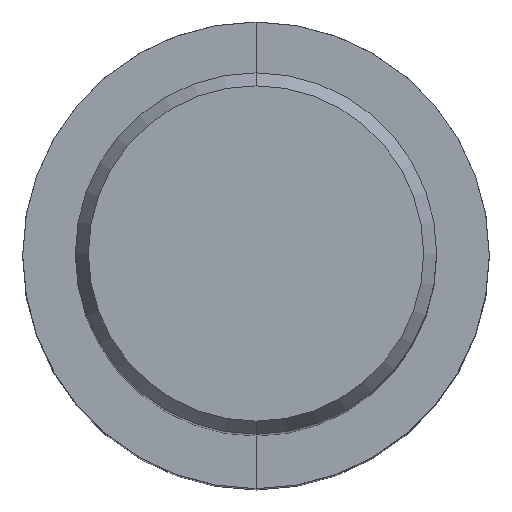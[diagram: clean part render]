
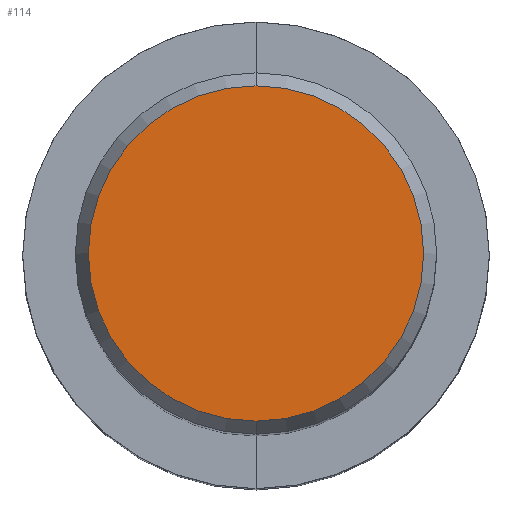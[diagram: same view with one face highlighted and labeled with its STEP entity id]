
A CAD part, top view. The second image highlights one B-rep face of the part: STEP entity #114.
In plain terms, the highlighted planar face has unit normal (0, 0, 1).
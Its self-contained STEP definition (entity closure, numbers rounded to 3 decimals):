
#80=VERTEX_POINT('',#193);
#84=EDGE_CURVE('',#142,#80,#198,.T.);
#108=EDGE_CURVE('',#80,#142,#225,.T.);
#114=ADVANCED_FACE('',(#232),#233,.T.);
#142=VERTEX_POINT('',#264);
#193=CARTESIAN_POINT('',(0.,-8.837,0.01));
#198=CIRCLE('',#317,8.837);
#225=CIRCLE('',#350,8.837);
#232=FACE_OUTER_BOUND('',#359,.T.);
#233=PLANE('',#360);
#264=CARTESIAN_POINT('',(0.0,8.837,0.01));
#317=AXIS2_PLACEMENT_3D('',#452,#453,#454);
#350=AXIS2_PLACEMENT_3D('',#482,#483,#484);
#359=EDGE_LOOP('',(#494,#495));
#360=AXIS2_PLACEMENT_3D('',#496,#497,#498);
#452=CARTESIAN_POINT('',(0.0,0.0,0.01));
#453=DIRECTION('',(0.0,0.0,-1.0));
#454=DIRECTION('',(0.0,1.0,0.0));
#482=CARTESIAN_POINT('',(0.0,0.0,0.01));
#483=DIRECTION('',(0.0,0.0,-1.0));
#484=DIRECTION('',(0.0,1.0,0.0));
#494=ORIENTED_EDGE('',*,*,#84,.F.);
#495=ORIENTED_EDGE('',*,*,#108,.F.);
#496=CARTESIAN_POINT('',(0.0,4.419,0.01));
#497=DIRECTION('',(-0.0,0.0,1.0));
#498=DIRECTION('',(0.0,-1.0,0.0));
